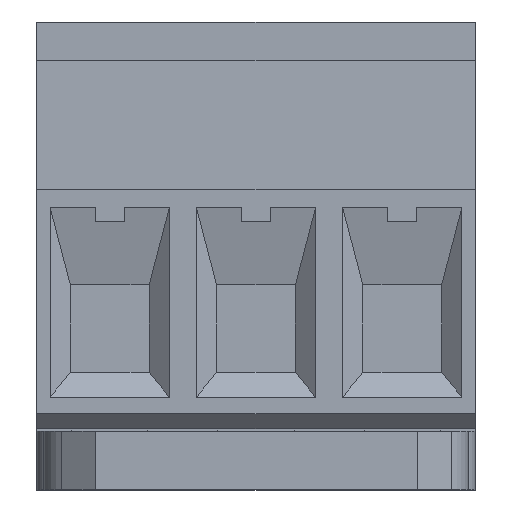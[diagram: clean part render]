
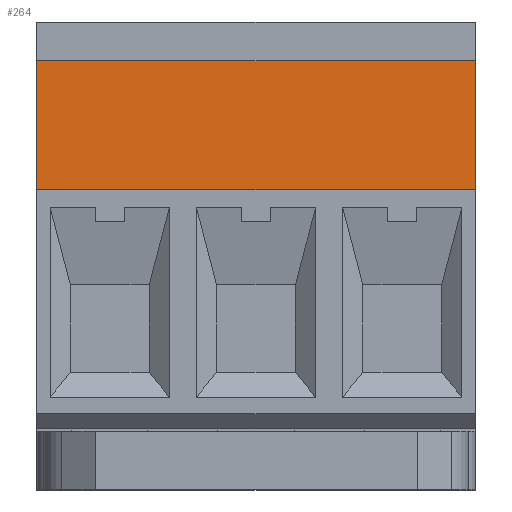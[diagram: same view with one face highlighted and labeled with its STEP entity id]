
A CAD part, left-side view. The second image highlights one B-rep face of the part: STEP entity #264.
In plain terms, the highlighted planar face has unit normal (-1, 0, 0.022).
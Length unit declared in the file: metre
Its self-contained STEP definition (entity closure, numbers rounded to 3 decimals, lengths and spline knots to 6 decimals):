
#264 = ADVANCED_FACE( '', ( #702 ), #703, .F. );
#702 = FACE_OUTER_BOUND( '', #1348, .T. );
#703 = PLANE( '', #1349 );
#1348 = EDGE_LOOP( '', ( #2177, #2178, #2179, #2180 ) );
#1349 = AXIS2_PLACEMENT_3D( '', #2181, #2182, #2183 );
#2177 = ORIENTED_EDGE( '', *, *, #4180, .T. );
#2178 = ORIENTED_EDGE( '', *, *, #4181, .T. );
#2179 = ORIENTED_EDGE( '', *, *, #4182, .F. );
#2180 = ORIENTED_EDGE( '', *, *, #4183, .F. );
#2181 = CARTESIAN_POINT( '', ( -0.000004, -0.0025, 0.01368 ) );
#2182 = DIRECTION( '', ( 1., 0., -0.022 ) );
#2183 = DIRECTION( '', ( -0.022, 0., -1. ) );
#4180 = EDGE_CURVE( '', #5255, #5256, #5257, .T. );
#4181 = EDGE_CURVE( '', #5256, #5258, #5259, .T. );
#4182 = EDGE_CURVE( '', #5260, #5258, #5261, .T. );
#4183 = EDGE_CURVE( '', #5255, #5260, #5262, .T. );
#5255 = VERTEX_POINT( '', #7069 );
#5256 = VERTEX_POINT( '', #7070 );
#5257 = LINE( '', #7071, #7072 );
#5258 = VERTEX_POINT( '', #7073 );
#5259 = LINE( '', #7074, #7075 );
#5260 = VERTEX_POINT( '', #7076 );
#5261 = LINE( '', #7077, #7078 );
#5262 = LINE( '', #7079, #7080 );
#7069 = CARTESIAN_POINT( '', ( -0.000004, -0.0025, 0.01368 ) );
#7070 = CARTESIAN_POINT( '', ( -0.000004, 0.0125, 0.01368 ) );
#7071 = CARTESIAN_POINT( '', ( -0.000004, -0.0025, 0.01368 ) );
#7072 = VECTOR( '', #8770, 1. );
#7073 = CARTESIAN_POINT( '', ( -0.0001, 0.0125, 0.00927 ) );
#7074 = CARTESIAN_POINT( '', ( -0.000004, 0.0125, 0.01368 ) );
#7075 = VECTOR( '', #8771, 1. );
#7076 = CARTESIAN_POINT( '', ( -0.0001, -0.0025, 0.00927 ) );
#7077 = CARTESIAN_POINT( '', ( -0.0001, -0.0025, 0.00927 ) );
#7078 = VECTOR( '', #8772, 1. );
#7079 = CARTESIAN_POINT( '', ( -0.000004, -0.0025, 0.01368 ) );
#7080 = VECTOR( '', #8773, 1. );
#8770 = DIRECTION( '', ( 0., 1., 0. ) );
#8771 = DIRECTION( '', ( -0.022, 0., -1. ) );
#8772 = DIRECTION( '', ( 0., 1., 0. ) );
#8773 = DIRECTION( '', ( -0.022, 0., -1. ) );
